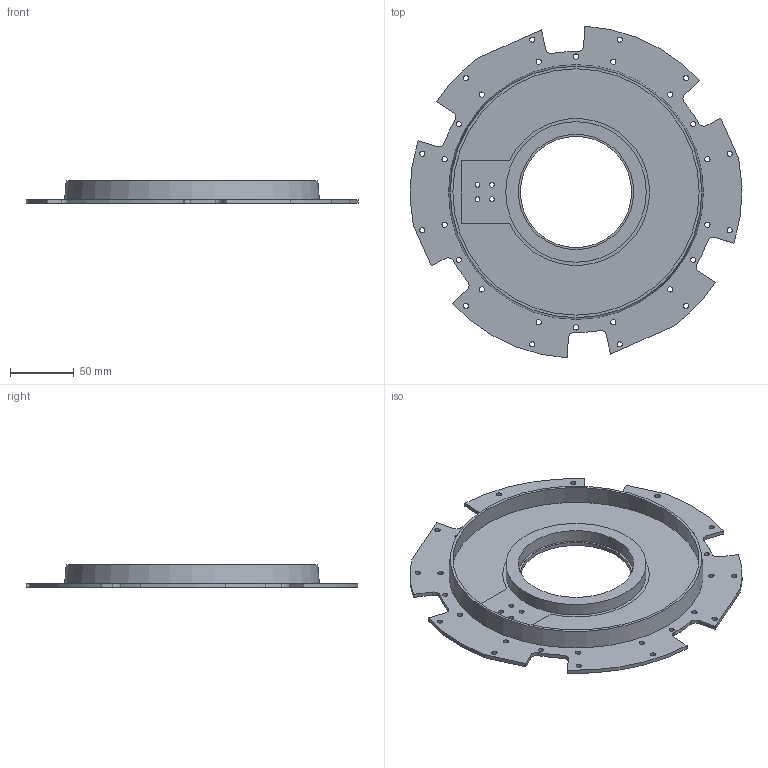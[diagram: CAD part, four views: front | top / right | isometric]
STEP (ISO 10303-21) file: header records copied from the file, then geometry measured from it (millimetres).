
FILE_DESCRIPTION(/* description */ (''),/* implementation_level */ '2;1');
FILE_NAME(/* name */ 'top_cover v6.step',/* time_stamp */ '2026-01-23T10:54:12+05:00',/* author */ (''),/* organization */ (''),/* preprocessor_version */ 'ST-DEVELOPER v20.1',/* originating_system */ 'Autodesk Translation Framework v14.24.0.0',/* authorisation */ '');
FILE_SCHEMA (('AUTOMOTIVE_DESIGN { 1 0 10303 214 3 1 1 }'));
Length unit declared in the file: millimetre
Products named in the file (1): top_cover
Bounding box: 259.87 x 259.64 x 18 mm (x, y, z)
Volume: 177561.3 mm3; surface area: 117793.6 mm2
Topology: 2 solids, 2 shells, 95 faces, 261 edges, 174 vertices
Faces by surface type: cylinder 63, plane 30, cone 2
Full cylindrical faces by diameter (mm): 3.8 x4, 4.1 x30, 87 x1, 90.2 x1, 110 x1
Entity records: 3261 total; most frequent: DIRECTION 583, CARTESIAN_POINT 531, ORIENTED_EDGE 522, EDGE_CURVE 261, AXIS2_PLACEMENT_3D 226, VERTEX_POINT 174, EDGE_LOOP 171, LINE 131
